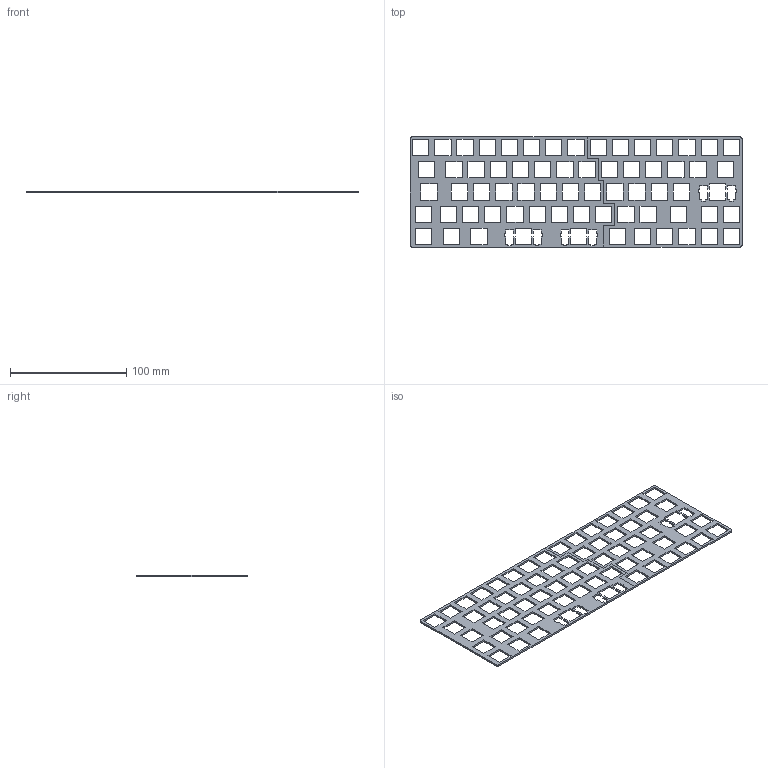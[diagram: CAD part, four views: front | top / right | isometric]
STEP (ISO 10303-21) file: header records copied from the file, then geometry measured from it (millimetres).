
FILE_DESCRIPTION(/* description */ ('STEP AP242','CAx-IF Rec.Pracs.---Representation and Presentation of Product Manufacturing Information (PMI)---4.0---2014-10-13','CAx-IF Rec.Pracs.---3D Tessellated Geometry---0.4---2014-09-14','2;1'),/* implementation_level */ '2;1');
FILE_NAME(/* name */ '68e637cf934b26883dc4c89b',/* time_stamp */ '2025-10-08T10:07:12Z',/* author */ (''),/* organization */ (''),/* preprocessor_version */ 'ST-DEVELOPER v20',/* originating_system */ 'ONSHAPE BY PTC INC, 1.204',/* authorisation */ ' ');
FILE_SCHEMA (('AP242_MANAGED_MODEL_BASED_3D_ENGINEERING_MIM_LF { 1 0 10303 442 1 1 4 }'));
Length unit declared in the file: metre
Products named in the file (2): Part 2; Part 1
Bounding box: 285 x 94.6 x 1.5 mm (x, y, z)
Volume: 19900.7 mm3; surface area: 34037.3 mm2
Topology: 2 solids, 2 shells, 396 faces, 1176 edges, 784 vertices
Faces by surface type: plane 392, cylinder 4
Entity records: 13303 total; most frequent: CARTESIAN_POINT 2358, ORIENTED_EDGE 2352, DIRECTION 1980, EDGE_CURVE 1176, LINE 1168, VECTOR 1168, VERTEX_POINT 784, EDGE_LOOP 530
